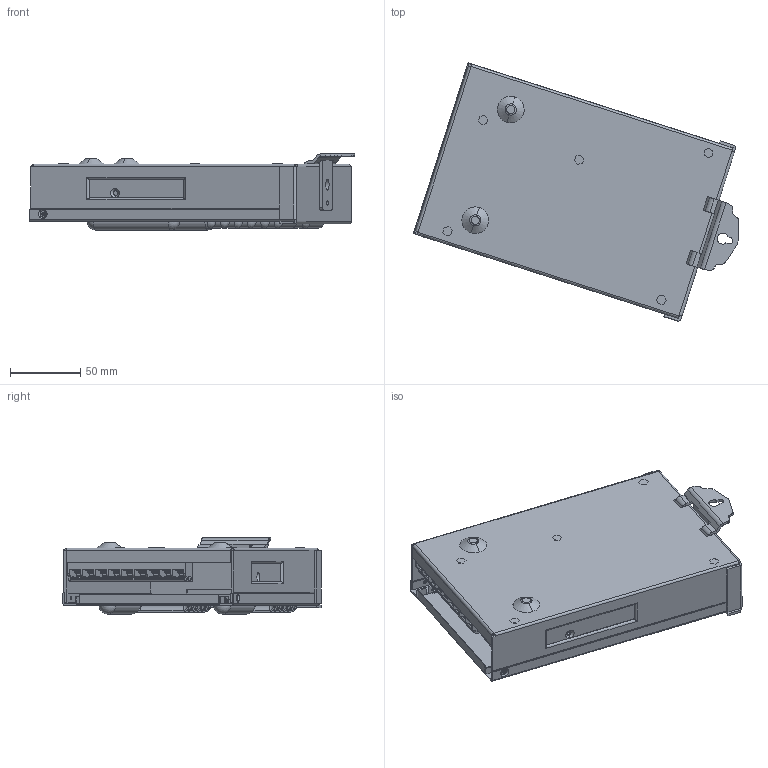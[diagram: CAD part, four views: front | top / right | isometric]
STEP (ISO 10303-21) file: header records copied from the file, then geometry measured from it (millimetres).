
FILE_DESCRIPTION (( 'STEP AP214' ), '1' );
FILE_NAME ('CDKP-S蚾饜极.STEP', '2025-03-11T06:26:08', ( 'China' ), ( 'Home' ), 'SwSTEP 2.0', 'SolidWorks 2019', '' );
FILE_SCHEMA (( 'AUTOMOTIVE_DESIGN' ));
Length unit declared in the file: millimetre
Products named in the file (10): 9弇傷赽; 假蚾諶.STEP; CDKP-S蚾饜极; 傷赽裔; CDKP-S盄繚啣 .STEP; CDKP-S裔.STEP; CDKP-S蚾饜极.STEP; 散热器; CDKP-S菁 .STEP
Assembly tree (9 placements, depth 3):
  CDKP-S蚾饜极
    CDKP-S蚾饜极.STEP
      CDKP-S裔.STEP
      CDKP-S菁 .STEP
      假蚾諶.STEP
    散热器
    CDKP-S盄繚啣 .STEP
    9弇傷赽
      9弇傷赽
      傷赽裔
Bounding box: 231.13 x 183.55 x 54.08 mm (x, y, z)
Volume: 178542.8 mm3; surface area: 238076.2 mm2
Topology: 32 solids, 32 shells, 1500 faces, 4142 edges, 2625 vertices
Faces by surface type: plane 1035, cylinder 303, torus 76, sphere 56, cone 30
Entity records: 58614 total; most frequent: CARTESIAN_POINT 9869, ORIENTED_EDGE 8140, DIRECTION 7761, EDGE_CURVE 4070, VECTOR 3051, LINE 3051, VERTEX_POINT 2619, AXIS2_PLACEMENT_3D 2355
